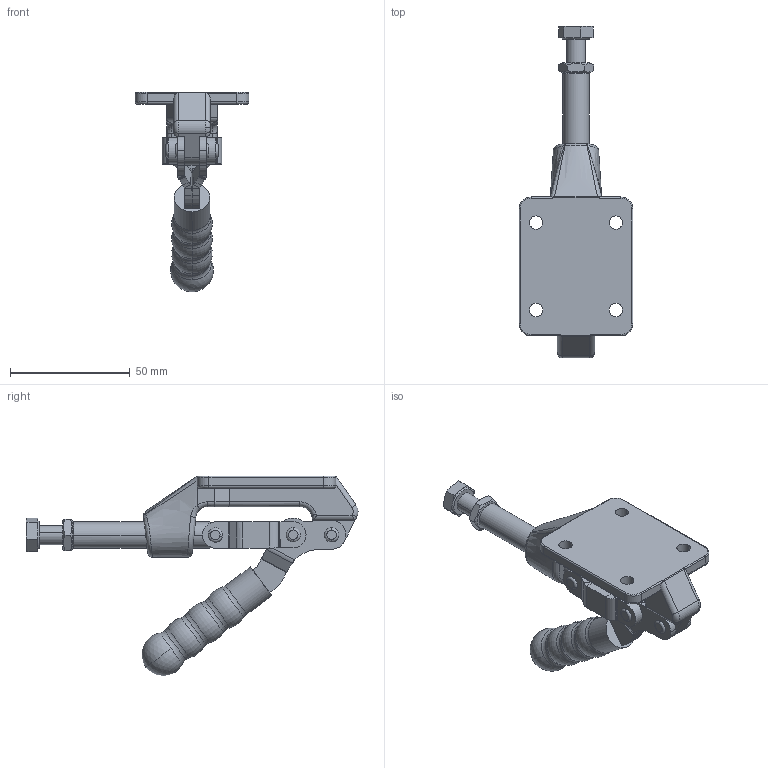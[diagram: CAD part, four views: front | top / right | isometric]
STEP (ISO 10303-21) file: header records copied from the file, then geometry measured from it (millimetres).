
FILE_DESCRIPTION (( 'STEP AP203' ), '1' );
FILE_NAME ('HS-36003M 装配体.STEP', '2018-12-07T04:08:35', ( 'PCOS' ), ( '微软中国' ), 'SwSTEP 2.0', 'SolidWorks 2012', '' );
FILE_SCHEMA (( 'CONFIG_CONTROL_DESIGN' ));
Length unit declared in the file: millimetre
Products named in the file (12): HS-36003M 蚾饜极; hexagon head bolts-full thread gb_GB_FASTENER_BOLT_STBAB A M8X35-N; 种3; hex thin nuts-grades ab-chamfered gb_GB_FASTENER_NUT_STNAB M8-N; 挴裝; 种2; 种1; 忒梟酘; 忒梟衵; 忒參; 蟀裝; 菁釱
Assembly tree (12 placements, depth 2):
  HS-36003M 蚾饜极
    菁釱
    蟀裝  x2
    忒參
    忒梟衵
    忒梟酘
    种1
    种2
    挴裝
    hex thin nuts-grades ab-chamfered gb_GB_FASTENER_NUT_STNAB M8-N
    种3
    hexagon head bolts-full thread gb_GB_FASTENER_BOLT_STBAB A M8X35-N
Bounding box: 47.6 x 138.74 x 83.42 mm (x, y, z)
Volume: 58457.6 mm3; surface area: 26893.4 mm2
Topology: 12 solids, 12 shells, 768 faces, 1949 edges, 1235 vertices
Faces by surface type: plane 349, bspline 183, cylinder 161, torus 47, cone 24, sphere 4
Entity records: 31954 total; most frequent: CARTESIAN_POINT 14179, ORIENTED_EDGE 3708, DIRECTION 2910, EDGE_CURVE 1854, VERTEX_POINT 1184, LINE 1016, VECTOR 1016, AXIS2_PLACEMENT_3D 947
